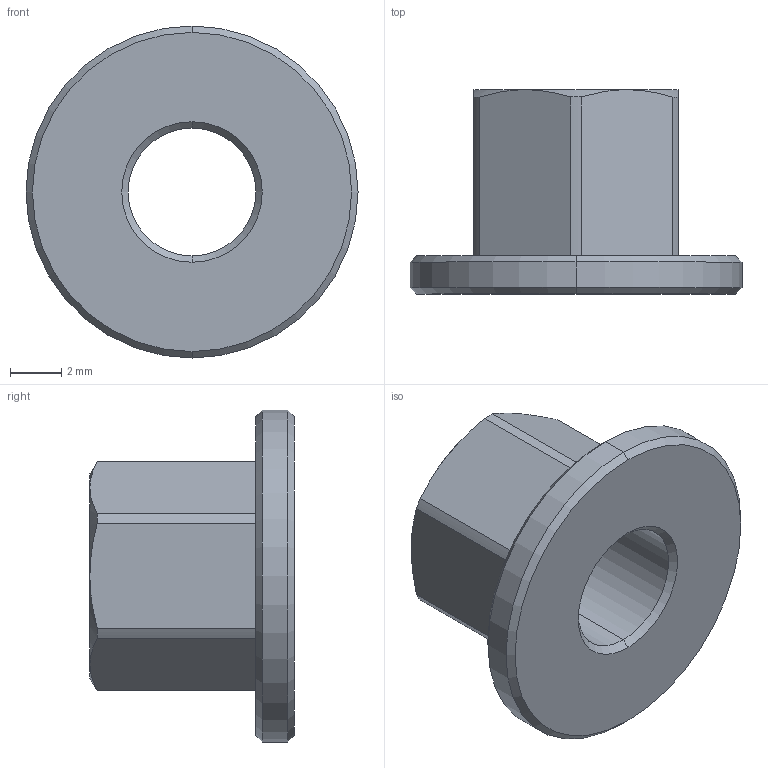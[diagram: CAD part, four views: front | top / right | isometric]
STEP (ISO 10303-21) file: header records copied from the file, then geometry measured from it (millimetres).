
FILE_DESCRIPTION (( 'STEP AP203' ), '1' );
FILE_NAME ('80805-2061593916589.step', '2006-06-15T13:39:20', ( 'sysadmin' ), ( 'SolidWorks' ), 'SwSTEP 2.0', 'SolidWorks 2006116', '' );
FILE_SCHEMA (( 'CONFIG_CONTROL_DESIGN' ));
Length unit declared in the file: millimetre
Products named in the file (1): 80805-2061593916589
Bounding box: 13 x 8 x 13 mm (x, y, z)
Volume: 397.8 mm3; surface area: 573.9 mm2
Topology: 1 solids, 1 shells, 33 faces, 77 edges, 47 vertices
Faces by surface type: cone 13, cylinder 11, plane 9
Entity records: 1051 total; most frequent: CARTESIAN_POINT 210, DIRECTION 168, ORIENTED_EDGE 154, EDGE_CURVE 77, AXIS2_PLACEMENT_3D 69, VERTEX_POINT 47, EDGE_LOOP 36, CIRCLE 35
